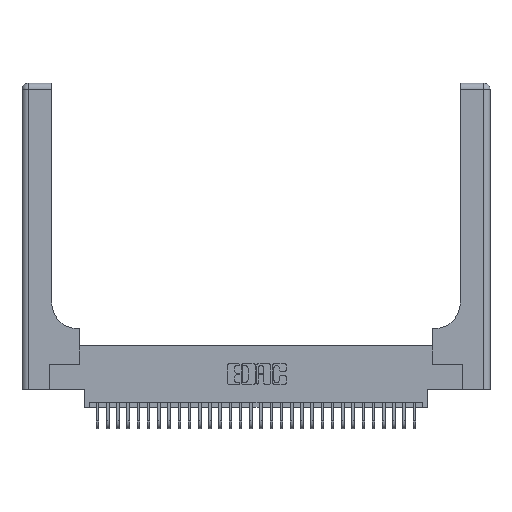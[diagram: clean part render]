
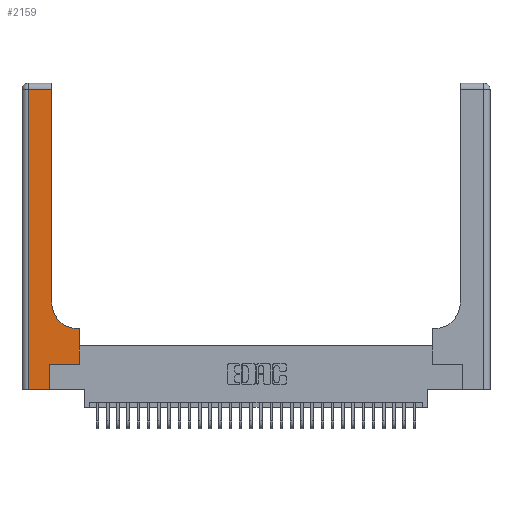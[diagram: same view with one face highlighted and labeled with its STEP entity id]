
A CAD part, top view. The second image highlights one B-rep face of the part: STEP entity #2159.
In plain terms, the highlighted planar face has unit normal (0, 0, 1).
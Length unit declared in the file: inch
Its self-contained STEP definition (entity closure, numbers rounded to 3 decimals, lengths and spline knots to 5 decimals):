
#603 = EDGE_CURVE ( 'NONE', #27918, #19872, #15221, .T. ) ;
#798 = CARTESIAN_POINT ( 'NONE',  ( 0.5585, 0.6, 0.37 ) ) ;
#831 = DIRECTION ( 'NONE',  ( 0., -1., 0. ) ) ;
#1978 = CARTESIAN_POINT ( 'NONE',  ( 0.2915, 2.94, 0.37 ) ) ;
#2159 = ADVANCED_FACE ( 'NONE', ( #19496 ), #14245, .F. ) ;
#2610 = CARTESIAN_POINT ( 'NONE',  ( 0.269, 0.25, 0.37 ) ) ;
#3780 = LINE ( 'NONE', #2610, #17950 ) ;
#4073 = EDGE_CURVE ( 'NONE', #14364, #11137, #6971, .T. ) ;
#5862 = EDGE_CURVE ( 'NONE', #26571, #18222, #14177, .T. ) ;
#6970 = DIRECTION ( 'NONE',  ( -1., 0., 0. ) ) ;
#6971 = LINE ( 'NONE', #31343, #29141 ) ;
#6992 = CARTESIAN_POINT ( 'NONE',  ( 0.5585, 0.25, 0.37 ) ) ;
#7203 = CARTESIAN_POINT ( 'NONE',  ( 0.5585, 0.25, 0.37 ) ) ;
#7977 = DIRECTION ( 'NONE',  ( 1., 0., 0. ) ) ;
#8253 = DIRECTION ( 'NONE',  ( 0., 1., 0. ) ) ;
#8326 = VECTOR ( 'NONE', #831, 39.37008 ) ;
#8981 = ORIENTED_EDGE ( 'NONE', *, *, #603, .T. ) ;
#9036 = ORIENTED_EDGE ( 'NONE', *, *, #30178, .T. ) ;
#10066 = VERTEX_POINT ( 'NONE', #7203 ) ;
#10301 = CARTESIAN_POINT ( 'NONE',  ( 0., 0., 0.37 ) ) ;
#10822 = ORIENTED_EDGE ( 'NONE', *, *, #5862, .T. ) ;
#11137 = VERTEX_POINT ( 'NONE', #11987 ) ;
#11334 = CARTESIAN_POINT ( 'NONE',  ( 0.2915, 3., 0.37 ) ) ;
#11487 = LINE ( 'NONE', #6992, #30013 ) ;
#11653 = LINE ( 'NONE', #16828, #33380 ) ;
#11768 = CARTESIAN_POINT ( 'NONE',  ( 0., 3., 0.37 ) ) ;
#11772 = VERTEX_POINT ( 'NONE', #18803 ) ;
#11987 = CARTESIAN_POINT ( 'NONE',  ( 0.269, 0.25, 0.37 ) ) ;
#12331 = CARTESIAN_POINT ( 'NONE',  ( 0., 2.94, 0.37 ) ) ;
#12835 = EDGE_CURVE ( 'NONE', #19872, #14364, #26488, .T. ) ;
#12836 = DIRECTION ( 'NONE',  ( 1., 0., 0. ) ) ;
#14177 = LINE ( 'NONE', #11334, #14973 ) ;
#14245 = PLANE ( 'NONE',  #21407 ) ;
#14296 = ORIENTED_EDGE ( 'NONE', *, *, #4073, .T. ) ;
#14353 = EDGE_CURVE ( 'NONE', #18222, #27918, #26790, .T. ) ;
#14364 = VERTEX_POINT ( 'NONE', #30297 ) ;
#14447 = ORIENTED_EDGE ( 'NONE', *, *, #21100, .T. ) ;
#14973 = VECTOR ( 'NONE', #8253, 39.37008 ) ;
#15221 = LINE ( 'NONE', #16352, #8326 ) ;
#15295 = CARTESIAN_POINT ( 'NONE',  ( 0.5415, 0.85, 0.37 ) ) ;
#15621 = VECTOR ( 'NONE', #7977, 39.37008 ) ;
#16352 = CARTESIAN_POINT ( 'NONE',  ( 0.06, 3., 0.37 ) ) ;
#16828 = CARTESIAN_POINT ( 'NONE',  ( 0.2915, 0.6, 0.37 ) ) ;
#17150 = VECTOR ( 'NONE', #33010, 39.37008 ) ;
#17551 = CARTESIAN_POINT ( 'NONE',  ( 0.06, 0., 0.37 ) ) ;
#17605 = EDGE_CURVE ( 'NONE', #10066, #19016, #11487, .T. ) ;
#17950 = VECTOR ( 'NONE', #12836, 39.37008 ) ;
#18222 = VERTEX_POINT ( 'NONE', #1978 ) ;
#18803 = CARTESIAN_POINT ( 'NONE',  ( 0.5415, 0.6, 0.37 ) ) ;
#19016 = VERTEX_POINT ( 'NONE', #798 ) ;
#19177 = EDGE_CURVE ( 'NONE', #11772, #26571, #32741, .T. ) ;
#19496 = FACE_OUTER_BOUND ( 'NONE', #26771, .T. ) ;
#19872 = VERTEX_POINT ( 'NONE', #17551 ) ;
#20508 = DIRECTION ( 'NONE',  ( 0., 1., 0. ) ) ;
#20654 = DIRECTION ( 'NONE',  ( 1., 0., 0. ) ) ;
#21100 = EDGE_CURVE ( 'NONE', #19016, #11772, #11653, .T. ) ;
#21261 = CARTESIAN_POINT ( 'NONE',  ( 0.2915, 0.85, 0.37 ) ) ;
#21407 = AXIS2_PLACEMENT_3D ( 'NONE', #11768, #32912, #29652 ) ;
#23085 = ORIENTED_EDGE ( 'NONE', *, *, #17605, .T. ) ;
#23975 = ORIENTED_EDGE ( 'NONE', *, *, #12835, .T. ) ;
#24795 = AXIS2_PLACEMENT_3D ( 'NONE', #15295, #33303, #20654 ) ;
#26323 = DIRECTION ( 'NONE',  ( 0., 1., 0. ) ) ;
#26488 = LINE ( 'NONE', #10301, #15621 ) ;
#26571 = VERTEX_POINT ( 'NONE', #21261 ) ;
#26771 = EDGE_LOOP ( 'NONE', ( #10822, #32982, #8981, #23975, #14296, #9036, #23085, #14447, #32246 ) ) ;
#26790 = LINE ( 'NONE', #12331, #17150 ) ;
#27918 = VERTEX_POINT ( 'NONE', #30906 ) ;
#29141 = VECTOR ( 'NONE', #26323, 39.37008 ) ;
#29652 = DIRECTION ( 'NONE',  ( -1., 0., 0. ) ) ;
#30013 = VECTOR ( 'NONE', #20508, 39.37008 ) ;
#30178 = EDGE_CURVE ( 'NONE', #11137, #10066, #3780, .T. ) ;
#30297 = CARTESIAN_POINT ( 'NONE',  ( 0.269, 0., 0.37 ) ) ;
#30906 = CARTESIAN_POINT ( 'NONE',  ( 0.06, 2.94, 0.37 ) ) ;
#31343 = CARTESIAN_POINT ( 'NONE',  ( 0.269, 0., 0.37 ) ) ;
#32246 = ORIENTED_EDGE ( 'NONE', *, *, #19177, .T. ) ;
#32741 = CIRCLE ( 'NONE', #24795, 0.25 ) ;
#32912 = DIRECTION ( 'NONE',  ( 0., 0., -1. ) ) ;
#32982 = ORIENTED_EDGE ( 'NONE', *, *, #14353, .T. ) ;
#33010 = DIRECTION ( 'NONE',  ( -1., 0., 0. ) ) ;
#33303 = DIRECTION ( 'NONE',  ( 0., 0., -1. ) ) ;
#33380 = VECTOR ( 'NONE', #6970, 39.37008 ) ;
